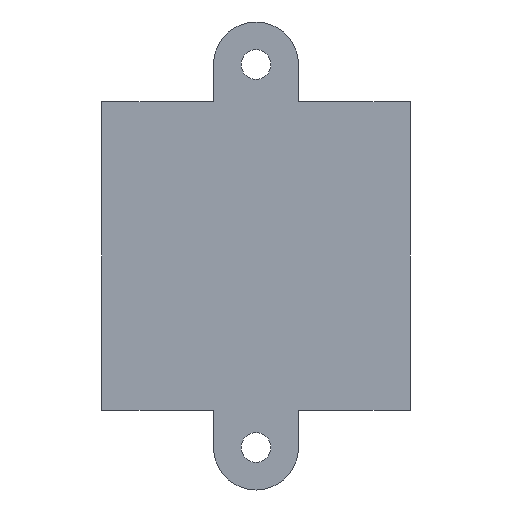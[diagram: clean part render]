
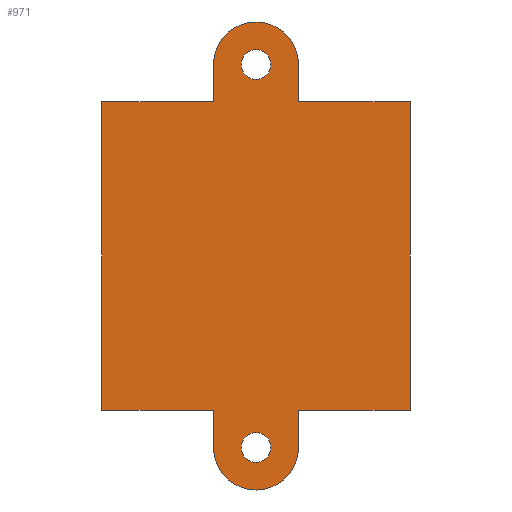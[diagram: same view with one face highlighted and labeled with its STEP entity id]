
A CAD part, front view. The second image highlights one B-rep face of the part: STEP entity #971.
In plain terms, the highlighted planar face has unit normal (0, -1, 0).
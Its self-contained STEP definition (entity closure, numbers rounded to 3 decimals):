
#26=FACE_BOUND('',#279,.T.);
#27=FACE_BOUND('',#280,.T.);
#36=LINE('',#1455,#129);
#37=LINE('',#1457,#130);
#38=LINE('',#1459,#131);
#39=LINE('',#1463,#132);
#40=LINE('',#1465,#133);
#41=LINE('',#1467,#134);
#42=LINE('',#1469,#135);
#43=LINE('',#1471,#136);
#44=LINE('',#1475,#137);
#45=LINE('',#1476,#138);
#129=VECTOR('',#1148,10.);
#130=VECTOR('',#1149,10.);
#131=VECTOR('',#1150,10.);
#132=VECTOR('',#1153,10.);
#133=VECTOR('',#1154,10.);
#134=VECTOR('',#1155,10.);
#135=VECTOR('',#1156,10.);
#136=VECTOR('',#1157,10.);
#137=VECTOR('',#1160,10.);
#138=VECTOR('',#1161,10.);
#227=FACE_OUTER_BOUND('',#278,.T.);
#278=EDGE_LOOP('',(#615,#616,#617,#618,#619,#620,#621,#622,#623,#624,#625,
#626));
#279=EDGE_LOOP('',(#627));
#280=EDGE_LOOP('',(#628));
#341=CIRCLE('',#1047,2.);
#342=CIRCLE('',#1048,2.);
#343=CIRCLE('',#1049,0.7);
#344=CIRCLE('',#1050,0.7);
#384=VERTEX_POINT('',#1453);
#385=VERTEX_POINT('',#1454);
#386=VERTEX_POINT('',#1456);
#387=VERTEX_POINT('',#1458);
#388=VERTEX_POINT('',#1460);
#389=VERTEX_POINT('',#1462);
#390=VERTEX_POINT('',#1464);
#391=VERTEX_POINT('',#1466);
#392=VERTEX_POINT('',#1468);
#393=VERTEX_POINT('',#1470);
#394=VERTEX_POINT('',#1472);
#395=VERTEX_POINT('',#1474);
#396=VERTEX_POINT('',#1477);
#397=VERTEX_POINT('',#1479);
#475=EDGE_CURVE('',#384,#385,#36,.T.);
#476=EDGE_CURVE('',#386,#384,#37,.T.);
#477=EDGE_CURVE('',#387,#386,#38,.T.);
#478=EDGE_CURVE('',#388,#387,#341,.T.);
#479=EDGE_CURVE('',#389,#388,#39,.T.);
#480=EDGE_CURVE('',#390,#389,#40,.T.);
#481=EDGE_CURVE('',#391,#390,#41,.T.);
#482=EDGE_CURVE('',#392,#391,#42,.T.);
#483=EDGE_CURVE('',#393,#392,#43,.T.);
#484=EDGE_CURVE('',#394,#393,#342,.T.);
#485=EDGE_CURVE('',#395,#394,#44,.T.);
#486=EDGE_CURVE('',#385,#395,#45,.T.);
#487=EDGE_CURVE('',#396,#396,#343,.T.);
#488=EDGE_CURVE('',#397,#397,#344,.T.);
#615=ORIENTED_EDGE('',*,*,#475,.F.);
#616=ORIENTED_EDGE('',*,*,#476,.F.);
#617=ORIENTED_EDGE('',*,*,#477,.F.);
#618=ORIENTED_EDGE('',*,*,#478,.F.);
#619=ORIENTED_EDGE('',*,*,#479,.F.);
#620=ORIENTED_EDGE('',*,*,#480,.F.);
#621=ORIENTED_EDGE('',*,*,#481,.F.);
#622=ORIENTED_EDGE('',*,*,#482,.F.);
#623=ORIENTED_EDGE('',*,*,#483,.F.);
#624=ORIENTED_EDGE('',*,*,#484,.F.);
#625=ORIENTED_EDGE('',*,*,#485,.F.);
#626=ORIENTED_EDGE('',*,*,#486,.F.);
#627=ORIENTED_EDGE('',*,*,#487,.T.);
#628=ORIENTED_EDGE('',*,*,#488,.T.);
#880=PLANE('',#1046);
#971=ADVANCED_FACE('',(#227,#26,#27),#880,.T.);
#1046=AXIS2_PLACEMENT_3D('',#1452,#1146,#1147);
#1047=AXIS2_PLACEMENT_3D('',#1461,#1151,#1152);
#1048=AXIS2_PLACEMENT_3D('',#1473,#1158,#1159);
#1049=AXIS2_PLACEMENT_3D('',#1478,#1162,#1163);
#1050=AXIS2_PLACEMENT_3D('',#1480,#1164,#1165);
#1146=DIRECTION('center_axis',(0.,-1.,0.));
#1147=DIRECTION('ref_axis',(0.,0.,-1.));
#1148=DIRECTION('',(0.,0.,-1.));
#1149=DIRECTION('',(1.,0.,0.));
#1150=DIRECTION('',(0.,0.,-1.));
#1151=DIRECTION('center_axis',(0.,1.,0.));
#1152=DIRECTION('ref_axis',(-1.,0.,0.));
#1153=DIRECTION('',(0.,0.,1.));
#1154=DIRECTION('',(1.,0.,0.));
#1155=DIRECTION('',(0.,0.,1.));
#1156=DIRECTION('',(-1.,0.,0.));
#1157=DIRECTION('',(0.,0.,1.));
#1158=DIRECTION('center_axis',(0.,1.,0.));
#1159=DIRECTION('ref_axis',(1.,0.,0.));
#1160=DIRECTION('',(0.,0.,-1.));
#1161=DIRECTION('',(-1.,0.,0.));
#1162=DIRECTION('center_axis',(0.,1.,0.));
#1163=DIRECTION('ref_axis',(1.,0.,0.));
#1164=DIRECTION('center_axis',(0.,1.,0.));
#1165=DIRECTION('ref_axis',(1.,0.,0.));
#1452=CARTESIAN_POINT('Origin',(0.,0.,0.));
#1453=CARTESIAN_POINT('',(7.25,0.,7.25));
#1454=CARTESIAN_POINT('',(7.25,0.,-7.25));
#1455=CARTESIAN_POINT('',(7.25,0.,7.25));
#1456=CARTESIAN_POINT('',(2.,0.,7.25));
#1457=CARTESIAN_POINT('',(2.,0.,7.25));
#1458=CARTESIAN_POINT('',(2.,0.,9.));
#1459=CARTESIAN_POINT('',(2.,0.,9.));
#1460=CARTESIAN_POINT('',(-2.,0.,9.));
#1461=CARTESIAN_POINT('Origin',(0.,0.,9.));
#1462=CARTESIAN_POINT('',(-2.,0.,7.25));
#1463=CARTESIAN_POINT('',(-2.,0.,7.25));
#1464=CARTESIAN_POINT('',(-7.25,0.,7.25));
#1465=CARTESIAN_POINT('',(-7.25,0.,7.25));
#1466=CARTESIAN_POINT('',(-7.25,0.,-7.25));
#1467=CARTESIAN_POINT('',(-7.25,0.,-7.25));
#1468=CARTESIAN_POINT('',(-2.,0.,-7.25));
#1469=CARTESIAN_POINT('',(-2.,0.,-7.25));
#1470=CARTESIAN_POINT('',(-2.,0.,-9.));
#1471=CARTESIAN_POINT('',(-2.,0.,-9.));
#1472=CARTESIAN_POINT('',(2.,0.,-9.));
#1473=CARTESIAN_POINT('Origin',(0.,0.,-9.));
#1474=CARTESIAN_POINT('',(2.,0.,-7.25));
#1475=CARTESIAN_POINT('',(2.,0.,-7.25));
#1476=CARTESIAN_POINT('',(7.25,0.,-7.25));
#1477=CARTESIAN_POINT('',(-0.7,0.,-9.));
#1478=CARTESIAN_POINT('Origin',(0.,0.,-9.));
#1479=CARTESIAN_POINT('',(-0.7,0.,9.));
#1480=CARTESIAN_POINT('Origin',(0.,0.,9.));
